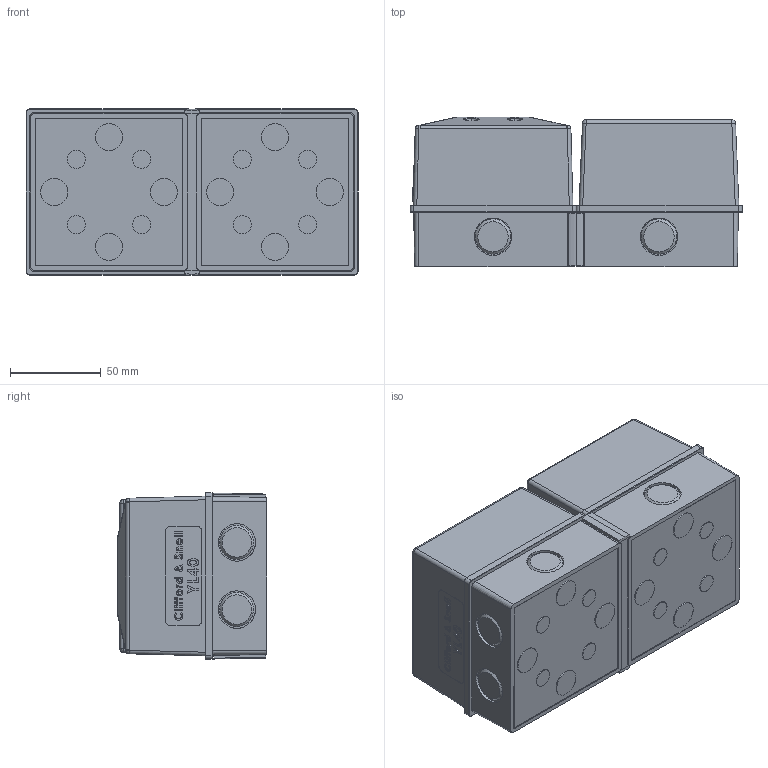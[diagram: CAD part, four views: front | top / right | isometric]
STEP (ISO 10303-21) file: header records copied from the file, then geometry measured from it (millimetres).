
FILE_DESCRIPTION (( 'STEP AP214' ), '1' );
FILE_NAME ('YL40.STEP', '2021-05-18T16:15:59', ( '' ), ( '' ), 'SwSTEP 2.0', 'SolidWorks 2021', '' );
FILE_SCHEMA (( 'AUTOMOTIVE_DESIGN' ));
Length unit declared in the file: millimetre
Products named in the file (1): YL40
Bounding box: 182.93 x 82.45 x 91.5 mm (x, y, z)
Volume: 1151020.4 mm3; surface area: 145208 mm2
Topology: 25 solids, 26 shells, 864 faces, 2112 edges, 1377 vertices
Faces by surface type: plane 470, cylinder 195, bspline 133, cone 50, sphere 8, torus 8
Entity records: 41598 total; most frequent: CARTESIAN_POINT 13222, ORIENTED_EDGE 4216, DIRECTION 3366, EDGE_CURVE 2108, VERTEX_POINT 1377, LINE 1302, VECTOR 1302, AXIS2_PLACEMENT_3D 1032
